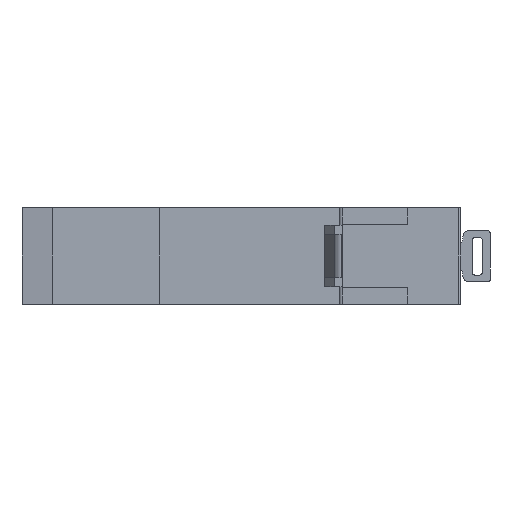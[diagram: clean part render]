
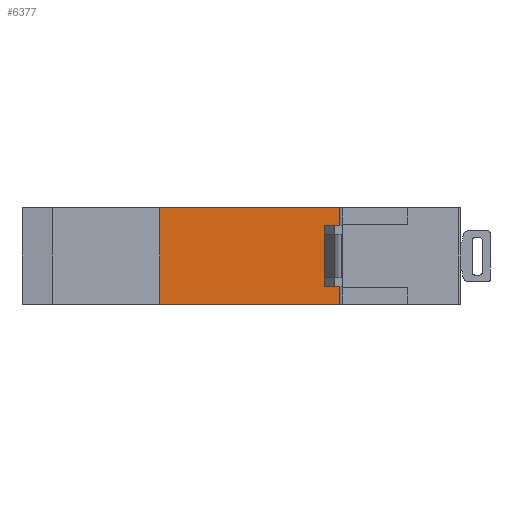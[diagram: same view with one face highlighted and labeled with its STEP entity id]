
A CAD part, front view. The second image highlights one B-rep face of the part: STEP entity #6377.
In plain terms, the highlighted planar face has unit normal (0, -1, 0).
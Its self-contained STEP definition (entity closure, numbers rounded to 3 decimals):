
#1130 = CARTESIAN_POINT ( 'NONE',  ( 22.5, 5.5, 8.75 ) ) ;
#1251 = DIRECTION ( 'NONE',  ( 0., 1., 0. ) ) ;
#1743 = DIRECTION ( 'NONE',  ( 0., 0., -1. ) ) ;
#2169 = CARTESIAN_POINT ( 'NONE',  ( 0., 5.5, 8.75 ) ) ;
#3280 = EDGE_CURVE ( 'NONE', #11459, #14249, #3420, .T. ) ;
#3348 = CARTESIAN_POINT ( 'NONE',  ( 58., 5.5, -8.75 ) ) ;
#3420 = LINE ( 'NONE', #2169, #9185 ) ;
#3473 = DIRECTION ( 'NONE',  ( 1., 0., 0. ) ) ;
#3522 = ORIENTED_EDGE ( 'NONE', *, *, #3280, .F. ) ;
#3630 = EDGE_LOOP ( 'NONE', ( #12973, #15946, #3522, #16178 ) ) ;
#3773 = EDGE_CURVE ( 'NONE', #14249, #10389, #8349, .T. ) ;
#4234 = CARTESIAN_POINT ( 'NONE',  ( 22.5, 5.5, -8.75 ) ) ;
#4846 = CARTESIAN_POINT ( 'NONE',  ( 58., 5.5, 8.75 ) ) ;
#4914 = VECTOR ( 'NONE', #16613, 1000. ) ;
#6015 = VECTOR ( 'NONE', #1743, 1000. ) ;
#6377 = ADVANCED_FACE ( 'NONE', ( #12411 ), #6531, .F. ) ;
#6432 = LINE ( 'NONE', #8300, #6015 ) ;
#6531 = PLANE ( 'NONE',  #9441 ) ;
#8300 = CARTESIAN_POINT ( 'NONE',  ( 22.5, 5.5, 8.75 ) ) ;
#8349 = LINE ( 'NONE', #8835, #14815 ) ;
#8835 = CARTESIAN_POINT ( 'NONE',  ( 58., 5.5, 8.75 ) ) ;
#9157 = CARTESIAN_POINT ( 'NONE',  ( 0., 5.5, 8.75 ) ) ;
#9185 = VECTOR ( 'NONE', #3473, 1000. ) ;
#9441 = AXIS2_PLACEMENT_3D ( 'NONE', #9157, #1251, #10458 ) ;
#10174 = VERTEX_POINT ( 'NONE', #4234 ) ;
#10389 = VERTEX_POINT ( 'NONE', #3348 ) ;
#10458 = DIRECTION ( 'NONE',  ( -1., 0., 0. ) ) ;
#11459 = VERTEX_POINT ( 'NONE', #1130 ) ;
#11476 = DIRECTION ( 'NONE',  ( 0., 0., -1. ) ) ;
#11859 = LINE ( 'NONE', #15315, #4914 ) ;
#12262 = EDGE_CURVE ( 'NONE', #11459, #10174, #6432, .T. ) ;
#12411 = FACE_OUTER_BOUND ( 'NONE', #3630, .T. ) ;
#12973 = ORIENTED_EDGE ( 'NONE', *, *, #14738, .T. ) ;
#14249 = VERTEX_POINT ( 'NONE', #4846 ) ;
#14738 = EDGE_CURVE ( 'NONE', #10174, #10389, #11859, .T. ) ;
#14815 = VECTOR ( 'NONE', #11476, 1000. ) ;
#15315 = CARTESIAN_POINT ( 'NONE',  ( 0., 5.5, -8.75 ) ) ;
#15946 = ORIENTED_EDGE ( 'NONE', *, *, #3773, .F. ) ;
#16178 = ORIENTED_EDGE ( 'NONE', *, *, #12262, .T. ) ;
#16613 = DIRECTION ( 'NONE',  ( 1., 0., 0. ) ) ;
